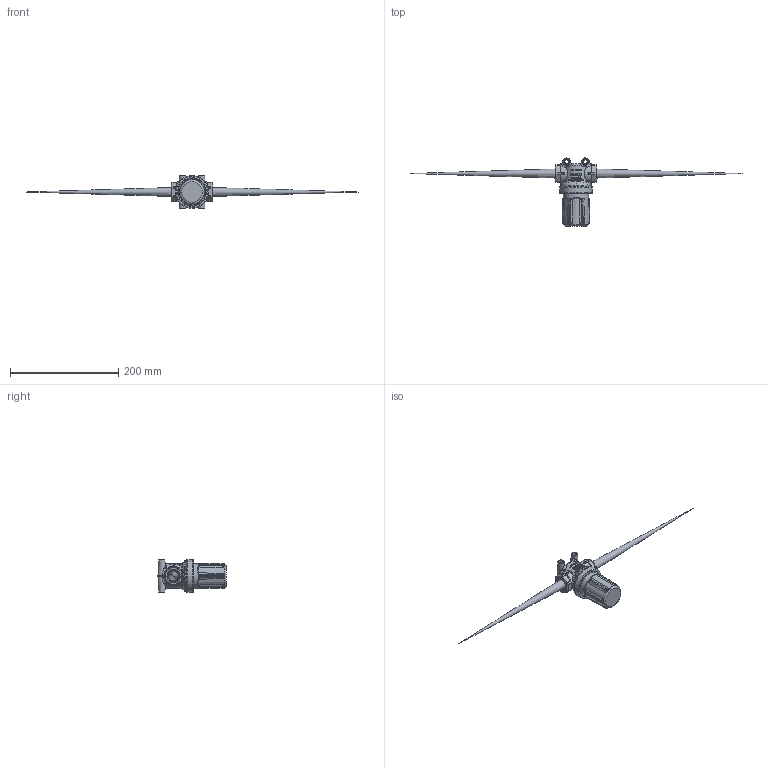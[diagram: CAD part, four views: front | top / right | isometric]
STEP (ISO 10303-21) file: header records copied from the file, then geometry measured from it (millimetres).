
FILE_DESCRIPTION(/* description */ ('1/2" T-Strainer w/ Clear Bowl - 50 Mesh'),/* implementation_level */ '2;1');
FILE_NAME(/* name */ 'LSTM050-50C.stp',/* time_stamp */ '2020-05-12T13:47:57-04:00',/* author */ ('areid'),/* organization */ (''),/* preprocessor_version */ 'ST-DEVELOPER v17.2',/* originating_system */ 'Autodesk Inventor 2019',/* authorisation */ '');
FILE_SCHEMA (('AUTOMOTIVE_DESIGN { 1 0 10303 214 3 1 1 }'));
Length unit declared in the file: inch
Products named in the file (5): LSTM050-50C; LSTM050H; LSTM050G; LST550; LSTM050BC
Assembly tree (4 placements, depth 2):
  LSTM050-50C
    LSTM050H
    LSTM050G
    LST550
    LSTM050BC
Bounding box: 612.64 x 125.65 x 60.2 mm (x, y, z)
Volume: 133620.9 mm3; surface area: 123047.4 mm2
Topology: 4 solids, 4 shells, 1373 faces, 3640 edges, 2315 vertices
Faces by surface type: plane 557, bspline 504, cylinder 189, torus 49, cone 47, sphere 27
Full cylindrical faces by diameter (mm): 18.542 x8, 20.32 x1, 23.812 x1, 27.965 x1, 30.734 x1, 39.624 x1, 39.7 x1, 46.228 x3, 47.244 x1, 47.269 x1, 48.044 x2, 50.838 x2, 52.654 x3, 57.15 x1, 60.198 x1
Entity records: 87744 total; most frequent: CARTESIAN_POINT 56680, ORIENTED_EDGE 7180, DIRECTION 5203, EDGE_CURVE 3590, VERTEX_POINT 2311, AXIS2_PLACEMENT_3D 1923, EDGE_LOOP 1471, FACE_OUTER_BOUND 1373
